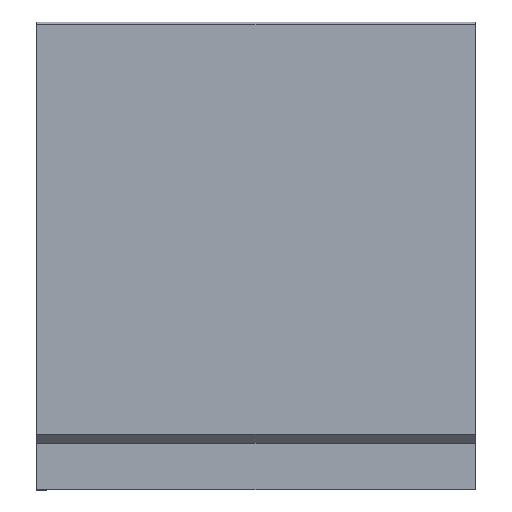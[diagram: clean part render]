
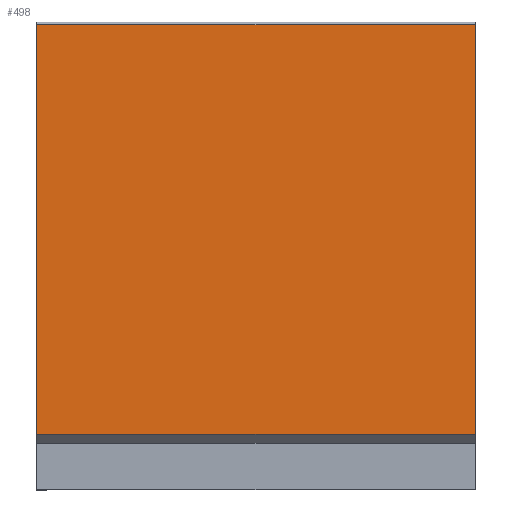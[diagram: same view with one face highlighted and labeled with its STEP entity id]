
A CAD part, front view. The second image highlights one B-rep face of the part: STEP entity #498.
In plain terms, the highlighted planar face has unit normal (0, -1, 0).
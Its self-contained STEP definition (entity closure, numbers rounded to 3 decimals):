
#247 = VERTEX_POINT('',#248);
#248 = CARTESIAN_POINT('',(0.,0.,31.8));
#255 = EDGE_CURVE('',#247,#256,#258,.T.);
#256 = VERTEX_POINT('',#257);
#257 = CARTESIAN_POINT('',(0.,0.,
    3.8));
#258 = LINE('',#259,#260);
#259 = CARTESIAN_POINT('',(0.,0.,31.8)
  );
#260 = VECTOR('',#261,1.);
#261 = DIRECTION('',(0.,0.,-1.));
#457 = VERTEX_POINT('',#458);
#458 = CARTESIAN_POINT('',(30.,0.,3.8));
#464 = EDGE_CURVE('',#256,#457,#465,.T.);
#465 = LINE('',#466,#467);
#466 = CARTESIAN_POINT('',(0.,0.,
    3.8));
#467 = VECTOR('',#468,1.);
#468 = DIRECTION('',(1.,0.,0.));
#498 = ADVANCED_FACE('',(#499),#517,.F.);
#499 = FACE_BOUND('',#500,.F.);
#500 = EDGE_LOOP('',(#501,#502,#510,#516));
#501 = ORIENTED_EDGE('',*,*,#255,.F.);
#502 = ORIENTED_EDGE('',*,*,#503,.T.);
#503 = EDGE_CURVE('',#247,#504,#506,.T.);
#504 = VERTEX_POINT('',#505);
#505 = CARTESIAN_POINT('',(30.,0.,31.8));
#506 = LINE('',#507,#508);
#507 = CARTESIAN_POINT('',(0.,0.,31.8)
  );
#508 = VECTOR('',#509,1.);
#509 = DIRECTION('',(1.,0.,0.));
#510 = ORIENTED_EDGE('',*,*,#511,.T.);
#511 = EDGE_CURVE('',#504,#457,#512,.T.);
#512 = LINE('',#513,#514);
#513 = CARTESIAN_POINT('',(30.,0.,31.8));
#514 = VECTOR('',#515,1.);
#515 = DIRECTION('',(0.,0.,-1.));
#516 = ORIENTED_EDGE('',*,*,#464,.F.);
#517 = PLANE('',#518);
#518 = AXIS2_PLACEMENT_3D('',#519,#520,#521);
#519 = CARTESIAN_POINT('',(0.,0.,31.8)
  );
#520 = DIRECTION('',(0.,1.,0.));
#521 = DIRECTION('',(0.,0.,-1.));
